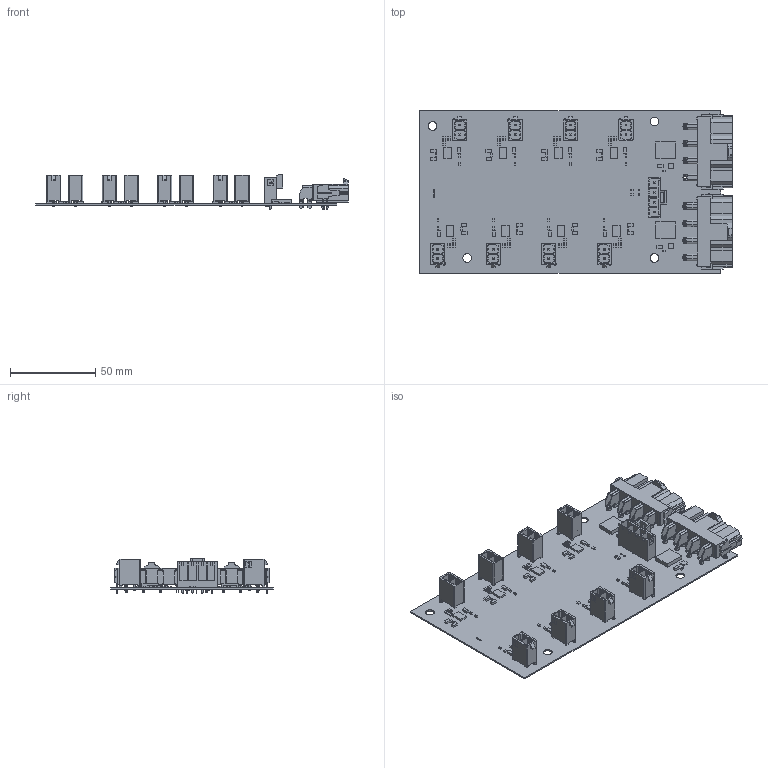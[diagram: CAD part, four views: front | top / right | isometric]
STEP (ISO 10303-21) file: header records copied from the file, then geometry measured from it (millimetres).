
FILE_DESCRIPTION(('Open CASCADE Model'),'2;1');
FILE_NAME('Open CASCADE Shape Model','2020-04-03T16:47:00',('Author'),( 'Open CASCADE'),'Open CASCADE STEP processor 6.8','Open CASCADE 6.8' ,'Unknown');
FILE_SCHEMA(('AUTOMOTIVE_DESIGN { 1 0 10303 214 1 1 1 1 }'));
Length unit declared in the file: millimetre
Products named in the file (150): PCB; Board; U3_ESC8; 1534126736; Extruded; U3_ESC7; U3_ESC6; U3_ESC5; U3_ESC4; U3_ESC3; U3_ESC2; U3_ESC1; U2; 1534126600; U1; R5_ESC8; 804284792; R5_ESC7; R5_ESC6; R5_ESC5; R5_ESC4; R5_ESC3; R5_ESC2; R5_ESC1; R4; 804285200; R3; R2; R1; Q2; 1534126464; Q1; P6_ESC8; 768290102; Open CASCADE STEP translator 6.8 3.26.1.1; Open CASCADE STEP translator 6.8 3.26.1.2; P6_ESC7; P6_ESC6; P6_ESC5; P6_ESC4 ...
Assembly tree (264 placements, depth 4):
  PCB
    Board
    U3_ESC8
      1534126736
        Extruded
    U3_ESC7
      1534126736
        Extruded
    U3_ESC6
      1534126736
        Extruded
    U3_ESC5
      1534126736
        Extruded
    U3_ESC4
      1534126736
        Extruded
    U3_ESC3
      1534126736
        Extruded
    U3_ESC2
      1534126736
        Extruded
    U3_ESC1
      1534126736
        Extruded
    U2
      1534126600
        Extruded
    U1
      1534126600
        Extruded
    R5_ESC8
      804284792
        Extruded
    R5_ESC7
      804284792
        Extruded
    R5_ESC6
      804284792
        Extruded
    R5_ESC5
      804284792
        Extruded
    R5_ESC4
      804284792
        Extruded
    R5_ESC3
      804284792
        Extruded
    R5_ESC2
      804284792
        Extruded
    R5_ESC1
      804284792
        Extruded
    R4
      804285200
        Extruded
    R3
Bounding box: 183.53 x 95.25 x 20.95 mm (x, y, z)
Volume: 34253.5 mm3; surface area: 65280.4 mm2
Topology: 126 solids, 126 shells, 3548 faces, 9534 edges, 6446 vertices
Faces by surface type: plane 3012, cylinder 496, torus 24, cone 16
Full cylindrical faces by diameter (mm): 0.65 x4, 0.9 x2, 1.8 x28, 2.8 x16, 3 x6, 5.08 x4
Entity records: 40377 total; most frequent: CARTESIAN_POINT 7362, DIRECTION 6347, ORIENTED_EDGE 6288, EDGE_CURVE 3144, LINE 2561, VECTOR 2561, VERTEX_POINT 2072, AXIS2_PLACEMENT_3D 1893
